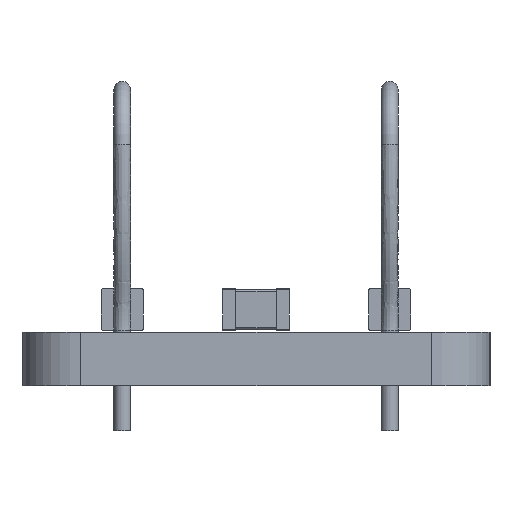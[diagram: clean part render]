
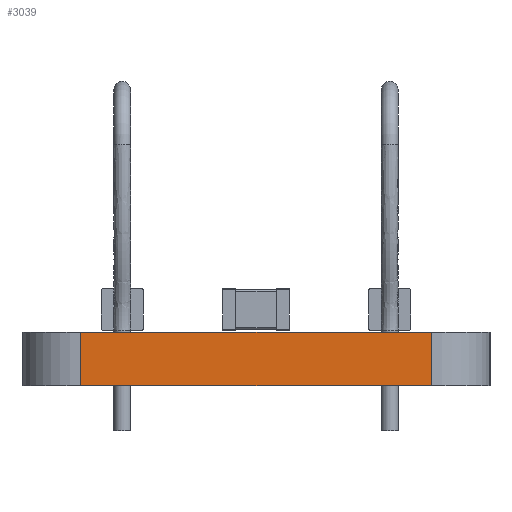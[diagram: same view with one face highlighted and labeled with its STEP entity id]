
A CAD part, left-side view. The second image highlights one B-rep face of the part: STEP entity #3039.
In plain terms, the highlighted planar face has unit normal (-1, 0, 0).
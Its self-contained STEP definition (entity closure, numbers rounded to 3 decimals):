
#3039 = ADVANCED_FACE('',(#3040),#3054,.F.);
#3040 = FACE_BOUND('',#3041,.F.);
#3041 = EDGE_LOOP('',(#3042,#3077,#3105,#3133));
#3042 = ORIENTED_EDGE('',*,*,#3043,.T.);
#3043 = EDGE_CURVE('',#3044,#3046,#3048,.T.);
#3044 = VERTEX_POINT('',#3045);
#3045 = CARTESIAN_POINT('',(-40.1,12.25,0.));
#3046 = VERTEX_POINT('',#3047);
#3047 = CARTESIAN_POINT('',(-40.1,12.25,1.6));
#3048 = SURFACE_CURVE('',#3049,(#3053,#3065),.PCURVE_S1.);
#3049 = LINE('',#3050,#3051);
#3050 = CARTESIAN_POINT('',(-40.1,12.25,0.));
#3051 = VECTOR('',#3052,1.);
#3052 = DIRECTION('',(0.,0.,1.));
#3053 = PCURVE('',#3054,#3059);
#3054 = PLANE('',#3055);
#3055 = AXIS2_PLACEMENT_3D('',#3056,#3057,#3058);
#3056 = CARTESIAN_POINT('',(-40.1,12.25,0.));
#3057 = DIRECTION('',(1.,0.,0.));
#3058 = DIRECTION('',(0.,-1.,0.));
#3059 = DEFINITIONAL_REPRESENTATION('',(#3060),#3064);
#3060 = LINE('',#3061,#3062);
#3061 = CARTESIAN_POINT('',(0.,0.));
#3062 = VECTOR('',#3063,1.);
#3063 = DIRECTION('',(0.,-1.));
#3064 = ( GEOMETRIC_REPRESENTATION_CONTEXT(2) 
PARAMETRIC_REPRESENTATION_CONTEXT() REPRESENTATION_CONTEXT('2D SPACE',''
  ) );
#3065 = PCURVE('',#3066,#3071);
#3066 = CYLINDRICAL_SURFACE('',#3067,1.75);
#3067 = AXIS2_PLACEMENT_3D('',#3068,#3069,#3070);
#3068 = CARTESIAN_POINT('',(-38.35,12.25,0.));
#3069 = DIRECTION('',(0.,0.,-1.));
#3070 = DIRECTION('',(1.,0.,0.));
#3071 = DEFINITIONAL_REPRESENTATION('',(#3072),#3076);
#3072 = LINE('',#3073,#3074);
#3073 = CARTESIAN_POINT('',(-3.142,0.));
#3074 = VECTOR('',#3075,1.);
#3075 = DIRECTION('',(0.,-1.));
#3076 = ( GEOMETRIC_REPRESENTATION_CONTEXT(2) 
PARAMETRIC_REPRESENTATION_CONTEXT() REPRESENTATION_CONTEXT('2D SPACE',''
  ) );
#3077 = ORIENTED_EDGE('',*,*,#3078,.T.);
#3078 = EDGE_CURVE('',#3046,#3079,#3081,.T.);
#3079 = VERTEX_POINT('',#3080);
#3080 = CARTESIAN_POINT('',(-40.1,1.75,1.6));
#3081 = SURFACE_CURVE('',#3082,(#3086,#3093),.PCURVE_S1.);
#3082 = LINE('',#3083,#3084);
#3083 = CARTESIAN_POINT('',(-40.1,12.25,1.6));
#3084 = VECTOR('',#3085,1.);
#3085 = DIRECTION('',(0.,-1.,0.));
#3086 = PCURVE('',#3054,#3087);
#3087 = DEFINITIONAL_REPRESENTATION('',(#3088),#3092);
#3088 = LINE('',#3089,#3090);
#3089 = CARTESIAN_POINT('',(0.,-1.6));
#3090 = VECTOR('',#3091,1.);
#3091 = DIRECTION('',(1.,0.));
#3092 = ( GEOMETRIC_REPRESENTATION_CONTEXT(2) 
PARAMETRIC_REPRESENTATION_CONTEXT() REPRESENTATION_CONTEXT('2D SPACE',''
  ) );
#3093 = PCURVE('',#3094,#3099);
#3094 = PLANE('',#3095);
#3095 = AXIS2_PLACEMENT_3D('',#3096,#3097,#3098);
#3096 = CARTESIAN_POINT('',(8.949,7.,1.6));
#3097 = DIRECTION('',(0.,0.,1.));
#3098 = DIRECTION('',(1.,0.,0.));
#3099 = DEFINITIONAL_REPRESENTATION('',(#3100),#3104);
#3100 = LINE('',#3101,#3102);
#3101 = CARTESIAN_POINT('',(-49.049,5.25));
#3102 = VECTOR('',#3103,1.);
#3103 = DIRECTION('',(0.,-1.));
#3104 = ( GEOMETRIC_REPRESENTATION_CONTEXT(2) 
PARAMETRIC_REPRESENTATION_CONTEXT() REPRESENTATION_CONTEXT('2D SPACE',''
  ) );
#3105 = ORIENTED_EDGE('',*,*,#3106,.F.);
#3106 = EDGE_CURVE('',#3107,#3079,#3109,.T.);
#3107 = VERTEX_POINT('',#3108);
#3108 = CARTESIAN_POINT('',(-40.1,1.75,0.));
#3109 = SURFACE_CURVE('',#3110,(#3114,#3121),.PCURVE_S1.);
#3110 = LINE('',#3111,#3112);
#3111 = CARTESIAN_POINT('',(-40.1,1.75,0.));
#3112 = VECTOR('',#3113,1.);
#3113 = DIRECTION('',(0.,0.,1.));
#3114 = PCURVE('',#3054,#3115);
#3115 = DEFINITIONAL_REPRESENTATION('',(#3116),#3120);
#3116 = LINE('',#3117,#3118);
#3117 = CARTESIAN_POINT('',(10.5,0.));
#3118 = VECTOR('',#3119,1.);
#3119 = DIRECTION('',(0.,-1.));
#3120 = ( GEOMETRIC_REPRESENTATION_CONTEXT(2) 
PARAMETRIC_REPRESENTATION_CONTEXT() REPRESENTATION_CONTEXT('2D SPACE',''
  ) );
#3121 = PCURVE('',#3122,#3127);
#3122 = CYLINDRICAL_SURFACE('',#3123,1.75);
#3123 = AXIS2_PLACEMENT_3D('',#3124,#3125,#3126);
#3124 = CARTESIAN_POINT('',(-38.35,1.75,0.));
#3125 = DIRECTION('',(0.,0.,-1.));
#3126 = DIRECTION('',(1.,0.,0.));
#3127 = DEFINITIONAL_REPRESENTATION('',(#3128),#3132);
#3128 = LINE('',#3129,#3130);
#3129 = CARTESIAN_POINT('',(-3.142,0.));
#3130 = VECTOR('',#3131,1.);
#3131 = DIRECTION('',(0.,-1.));
#3132 = ( GEOMETRIC_REPRESENTATION_CONTEXT(2) 
PARAMETRIC_REPRESENTATION_CONTEXT() REPRESENTATION_CONTEXT('2D SPACE',''
  ) );
#3133 = ORIENTED_EDGE('',*,*,#3134,.F.);
#3134 = EDGE_CURVE('',#3044,#3107,#3135,.T.);
#3135 = SURFACE_CURVE('',#3136,(#3140,#3147),.PCURVE_S1.);
#3136 = LINE('',#3137,#3138);
#3137 = CARTESIAN_POINT('',(-40.1,12.25,0.));
#3138 = VECTOR('',#3139,1.);
#3139 = DIRECTION('',(0.,-1.,0.));
#3140 = PCURVE('',#3054,#3141);
#3141 = DEFINITIONAL_REPRESENTATION('',(#3142),#3146);
#3142 = LINE('',#3143,#3144);
#3143 = CARTESIAN_POINT('',(0.,0.));
#3144 = VECTOR('',#3145,1.);
#3145 = DIRECTION('',(1.,0.));
#3146 = ( GEOMETRIC_REPRESENTATION_CONTEXT(2) 
PARAMETRIC_REPRESENTATION_CONTEXT() REPRESENTATION_CONTEXT('2D SPACE',''
  ) );
#3147 = PCURVE('',#3148,#3153);
#3148 = PLANE('',#3149);
#3149 = AXIS2_PLACEMENT_3D('',#3150,#3151,#3152);
#3150 = CARTESIAN_POINT('',(8.949,7.,0.));
#3151 = DIRECTION('',(0.,0.,1.));
#3152 = DIRECTION('',(1.,0.,0.));
#3153 = DEFINITIONAL_REPRESENTATION('',(#3154),#3158);
#3154 = LINE('',#3155,#3156);
#3155 = CARTESIAN_POINT('',(-49.049,5.25));
#3156 = VECTOR('',#3157,1.);
#3157 = DIRECTION('',(0.,-1.));
#3158 = ( GEOMETRIC_REPRESENTATION_CONTEXT(2) 
PARAMETRIC_REPRESENTATION_CONTEXT() REPRESENTATION_CONTEXT('2D SPACE',''
  ) );
